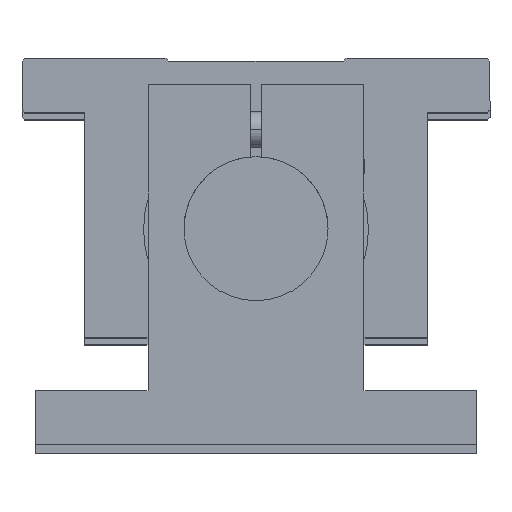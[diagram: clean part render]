
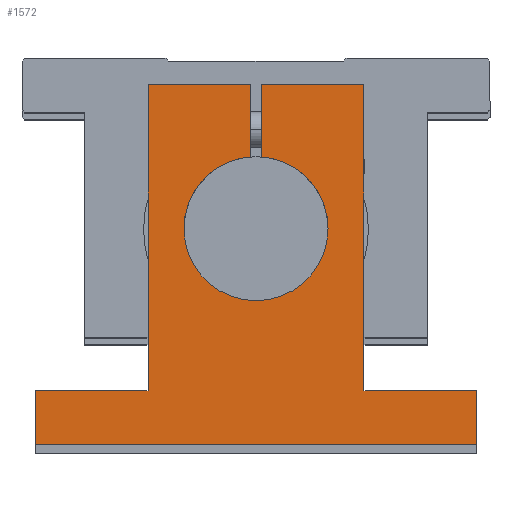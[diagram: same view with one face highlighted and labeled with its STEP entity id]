
A CAD part, top view. The second image highlights one B-rep face of the part: STEP entity #1572.
In plain terms, the highlighted planar face has unit normal (0, 0, 1).
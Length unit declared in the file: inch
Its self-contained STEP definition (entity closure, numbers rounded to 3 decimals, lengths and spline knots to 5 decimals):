
#1 = LINE ( 'NONE', #591, #2831 ) ;
#13 = VERTEX_POINT ( 'NONE', #3941 ) ;
#46 = VECTOR ( 'NONE', #2347, 39.37008 ) ;
#123 = DIRECTION ( 'NONE',  ( -1., 0., 0. ) ) ;
#145 = LINE ( 'NONE', #2943, #803 ) ;
#207 = DIRECTION ( 'NONE',  ( 0., -1., 0. ) ) ;
#227 = CARTESIAN_POINT ( 'NONE',  ( -0.84032, 0.21473, 13.23123 ) ) ;
#282 = LINE ( 'NONE', #550, #3266 ) ;
#301 = CARTESIAN_POINT ( 'NONE',  ( -1.30095, 1.21473, 13.23123 ) ) ;
#405 = CARTESIAN_POINT ( 'NONE',  ( -1.37969, 0.71318, 13.23123 ) ) ;
#550 = CARTESIAN_POINT ( 'NONE',  ( -1.37969, 0.71318, 13.23123 ) ) ;
#567 = ORIENTED_EDGE ( 'NONE', *, *, #1428, .F. ) ;
#591 = CARTESIAN_POINT ( 'NONE',  ( -2.87182, -1.28527, 13.23123 ) ) ;
#600 = EDGE_CURVE ( 'NONE', #13, #1969, #3783, .T. ) ;
#618 = LINE ( 'NONE', #879, #2965 ) ;
#646 = VECTOR ( 'NONE', #1296, 39.37008 ) ;
#672 = CARTESIAN_POINT ( 'NONE',  ( -2.09032, -0.91007, 13.23123 ) ) ;
#683 = VERTEX_POINT ( 'NONE', #1963 ) ;
#708 = CARTESIAN_POINT ( 'NONE',  ( -2.87182, -1.28527, 13.23123 ) ) ;
#716 = LINE ( 'NONE', #1646, #3329 ) ;
#724 = VERTEX_POINT ( 'NONE', #708 ) ;
#794 = ORIENTED_EDGE ( 'NONE', *, *, #1038, .F. ) ;
#803 = VECTOR ( 'NONE', #123, 39.37008 ) ;
#879 = CARTESIAN_POINT ( 'NONE',  ( -0.59032, -0.91007, 13.23123 ) ) ;
#897 = CARTESIAN_POINT ( 'NONE',  ( 0.19117, -1.28527, 13.23123 ) ) ;
#966 = DIRECTION ( 'NONE',  ( 1., 0., 0. ) ) ;
#1002 = VECTOR ( 'NONE', #1602, 39.37008 ) ;
#1012 = EDGE_CURVE ( 'NONE', #2200, #1332, #3565, .T. ) ;
#1028 = ORIENTED_EDGE ( 'NONE', *, *, #3333, .F. ) ;
#1038 = EDGE_CURVE ( 'NONE', #724, #2104, #1, .T. ) ;
#1045 = EDGE_CURVE ( 'NONE', #1332, #1431, #618, .T. ) ;
#1071 = ORIENTED_EDGE ( 'NONE', *, *, #3385, .F. ) ;
#1123 = CARTESIAN_POINT ( 'NONE',  ( -1.30095, 1.21473, 13.23123 ) ) ;
#1133 = EDGE_CURVE ( 'NONE', #2474, #3302, #2183, .T. ) ;
#1144 = CARTESIAN_POINT ( 'NONE',  ( 0.19117, -1.28527, 13.23123 ) ) ;
#1184 = DIRECTION ( 'NONE',  ( 1., 0., 0. ) ) ;
#1215 = ORIENTED_EDGE ( 'NONE', *, *, #2909, .F. ) ;
#1221 = AXIS2_PLACEMENT_3D ( 'NONE', #2776, #1526, #2794 ) ;
#1226 = VECTOR ( 'NONE', #966, 39.37008 ) ;
#1227 = ORIENTED_EDGE ( 'NONE', *, *, #600, .F. ) ;
#1296 = DIRECTION ( 'NONE',  ( 0., 1., 0. ) ) ;
#1330 = CARTESIAN_POINT ( 'NONE',  ( -1.37969, 1.21473, 13.23123 ) ) ;
#1332 = VERTEX_POINT ( 'NONE', #2364 ) ;
#1347 = CARTESIAN_POINT ( 'NONE',  ( -0.59032, 1.21473, 13.23123 ) ) ;
#1377 = ORIENTED_EDGE ( 'NONE', *, *, #2920, .T. ) ;
#1421 = EDGE_LOOP ( 'NONE', ( #1930, #1377, #3676, #1215, #1028, #1227, #1071, #794, #567, #3012, #3340, #3605, #2939, #3121 ) ) ;
#1428 = EDGE_CURVE ( 'NONE', #3102, #724, #145, .T. ) ;
#1431 = VERTEX_POINT ( 'NONE', #1987 ) ;
#1451 = CARTESIAN_POINT ( 'NONE',  ( -1.30095, 0.71318, 13.23123 ) ) ;
#1456 = FACE_OUTER_BOUND ( 'NONE', #1421, .T. ) ;
#1480 = AXIS2_PLACEMENT_3D ( 'NONE', #3058, #3686, #1184 ) ;
#1525 = CARTESIAN_POINT ( 'NONE',  ( -1.34032, 0.21473, 13.23123 ) ) ;
#1526 = DIRECTION ( 'NONE',  ( 0., 0., -1. ) ) ;
#1572 = ADVANCED_FACE ( 'NONE', ( #1456 ), #3370, .T. ) ;
#1602 = DIRECTION ( 'NONE',  ( 0., -1., 0. ) ) ;
#1615 = VERTEX_POINT ( 'NONE', #301 ) ;
#1621 = EDGE_CURVE ( 'NONE', #1431, #3102, #2812, .T. ) ;
#1646 = CARTESIAN_POINT ( 'NONE',  ( -2.09032, 1.21473, 13.23123 ) ) ;
#1840 = DIRECTION ( 'NONE',  ( 1., 0., 0. ) ) ;
#1930 = ORIENTED_EDGE ( 'NONE', *, *, #2374, .T. ) ;
#1948 = DIRECTION ( 'NONE',  ( 1., 0., 0. ) ) ;
#1963 = CARTESIAN_POINT ( 'NONE',  ( -1.30095, 0.71318, 13.23123 ) ) ;
#1969 = VERTEX_POINT ( 'NONE', #2422 ) ;
#1987 = CARTESIAN_POINT ( 'NONE',  ( 0.19117, -0.91007, 13.23123 ) ) ;
#2033 = CARTESIAN_POINT ( 'NONE',  ( -0.59032, -0.91007, 13.23123 ) ) ;
#2063 = EDGE_CURVE ( 'NONE', #683, #1615, #2124, .T. ) ;
#2104 = VERTEX_POINT ( 'NONE', #3698 ) ;
#2124 = LINE ( 'NONE', #1451, #3883 ) ;
#2133 = DIRECTION ( 'NONE',  ( 1., 0., 0. ) ) ;
#2183 = CIRCLE ( 'NONE', #2712, 0.5 ) ;
#2200 = VERTEX_POINT ( 'NONE', #1347 ) ;
#2310 = VECTOR ( 'NONE', #207, 39.37008 ) ;
#2343 = VERTEX_POINT ( 'NONE', #227 ) ;
#2347 = DIRECTION ( 'NONE',  ( 1., 0., 0. ) ) ;
#2364 = CARTESIAN_POINT ( 'NONE',  ( -0.59032, -0.91007, 13.23123 ) ) ;
#2374 = EDGE_CURVE ( 'NONE', #683, #2343, #2874, .T. ) ;
#2422 = CARTESIAN_POINT ( 'NONE',  ( -2.09032, 1.21473, 13.23123 ) ) ;
#2474 = VERTEX_POINT ( 'NONE', #3123 ) ;
#2483 = CARTESIAN_POINT ( 'NONE',  ( -2.87182, -1.28527, 13.23123 ) ) ;
#2559 = CIRCLE ( 'NONE', #1480, 0.5 ) ;
#2712 = AXIS2_PLACEMENT_3D ( 'NONE', #1525, #3359, #2133 ) ;
#2723 = DIRECTION ( 'NONE',  ( 0., 1., 0. ) ) ;
#2742 = EDGE_CURVE ( 'NONE', #1615, #2200, #3937, .T. ) ;
#2769 = DIRECTION ( 'NONE',  ( 1., 0., 0. ) ) ;
#2776 = CARTESIAN_POINT ( 'NONE',  ( -1.34032, 0.21473, 13.23123 ) ) ;
#2794 = DIRECTION ( 'NONE',  ( 1., 0., 0. ) ) ;
#2812 = LINE ( 'NONE', #1144, #1002 ) ;
#2831 = VECTOR ( 'NONE', #3106, 39.37008 ) ;
#2874 = CIRCLE ( 'NONE', #1221, 0.5 ) ;
#2909 = EDGE_CURVE ( 'NONE', #3733, #3302, #282, .T. ) ;
#2920 = EDGE_CURVE ( 'NONE', #2343, #2474, #2559, .T. ) ;
#2939 = ORIENTED_EDGE ( 'NONE', *, *, #2742, .F. ) ;
#2943 = CARTESIAN_POINT ( 'NONE',  ( -2.87182, -1.28527, 13.23123 ) ) ;
#2965 = VECTOR ( 'NONE', #1840, 39.37008 ) ;
#3012 = ORIENTED_EDGE ( 'NONE', *, *, #1621, .F. ) ;
#3058 = CARTESIAN_POINT ( 'NONE',  ( -1.34032, 0.21473, 13.23123 ) ) ;
#3102 = VERTEX_POINT ( 'NONE', #897 ) ;
#3106 = DIRECTION ( 'NONE',  ( 0., 1., 0. ) ) ;
#3121 = ORIENTED_EDGE ( 'NONE', *, *, #2063, .F. ) ;
#3123 = CARTESIAN_POINT ( 'NONE',  ( -1.84032, 0.21473, 13.23123 ) ) ;
#3186 = LINE ( 'NONE', #3769, #1226 ) ;
#3266 = VECTOR ( 'NONE', #3394, 39.37008 ) ;
#3302 = VERTEX_POINT ( 'NONE', #405 ) ;
#3329 = VECTOR ( 'NONE', #1948, 39.37008 ) ;
#3333 = EDGE_CURVE ( 'NONE', #1969, #3733, #716, .T. ) ;
#3340 = ORIENTED_EDGE ( 'NONE', *, *, #1045, .F. ) ;
#3359 = DIRECTION ( 'NONE',  ( 0., 0., -1. ) ) ;
#3370 = PLANE ( 'NONE',  #4015 ) ;
#3385 = EDGE_CURVE ( 'NONE', #2104, #13, #3186, .T. ) ;
#3394 = DIRECTION ( 'NONE',  ( 0., -1., 0. ) ) ;
#3565 = LINE ( 'NONE', #2033, #2310 ) ;
#3605 = ORIENTED_EDGE ( 'NONE', *, *, #1012, .F. ) ;
#3666 = DIRECTION ( 'NONE',  ( 0., 0., 1. ) ) ;
#3676 = ORIENTED_EDGE ( 'NONE', *, *, #1133, .T. ) ;
#3686 = DIRECTION ( 'NONE',  ( 0., 0., -1. ) ) ;
#3698 = CARTESIAN_POINT ( 'NONE',  ( -2.87182, -0.91007, 13.23123 ) ) ;
#3733 = VERTEX_POINT ( 'NONE', #1330 ) ;
#3769 = CARTESIAN_POINT ( 'NONE',  ( -2.87182, -0.91007, 13.23123 ) ) ;
#3783 = LINE ( 'NONE', #672, #646 ) ;
#3883 = VECTOR ( 'NONE', #2723, 39.37008 ) ;
#3937 = LINE ( 'NONE', #1123, #46 ) ;
#3941 = CARTESIAN_POINT ( 'NONE',  ( -2.09032, -0.91007, 13.23123 ) ) ;
#4015 = AXIS2_PLACEMENT_3D ( 'NONE', #2483, #3666, #2769 ) ;
